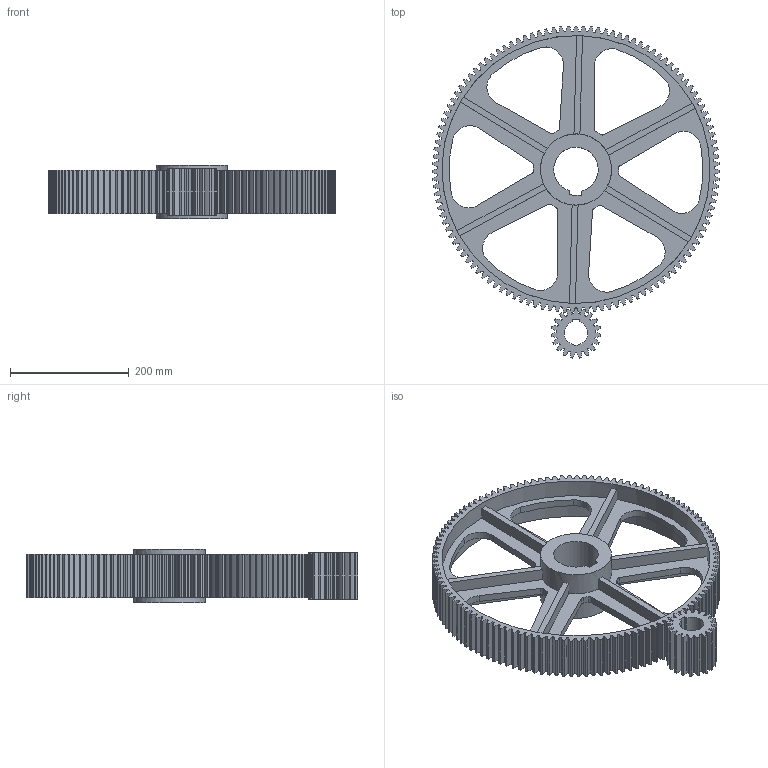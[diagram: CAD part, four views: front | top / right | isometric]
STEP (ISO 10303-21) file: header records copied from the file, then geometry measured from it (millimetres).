
FILE_DESCRIPTION(/* description */ (''),/* implementation_level */ '2;1');
FILE_NAME(/* name */ 'gaosu.stp',/* time_stamp */ '2021-06-15T17:14:53+08:00',/* author */ ('dell'),/* organization */ (''),/* preprocessor_version */ 'ST-DEVELOPER v18',/* originating_system */ 'Autodesk Inventor 2020',/* authorisation */ '');
FILE_SCHEMA (('AUTOMOTIVE_DESIGN { 1 0 10303 214 3 1 1 }'));
Length unit declared in the file: millimetre
Products named in the file (3): 正齿轮; 正齿轮1; 正齿轮2
Assembly tree (2 placements, depth 2):
  正齿轮
    正齿轮1
    正齿轮2
Bounding box: 483.99 x 559.68 x 90 mm (x, y, z)
Volume: 3381147.5 mm3; surface area: 714012.2 mm2
Topology: 2 solids, 2 shells, 666 faces, 1983 edges, 1323 vertices
Faces by surface type: cylinder 594, plane 72
Full cylindrical faces by diameter (mm): 120 x2, 452 x2
Entity records: 23247 total; most frequent: DIRECTION 4564, CARTESIAN_POINT 3977, ORIENTED_EDGE 3966, EDGE_CURVE 1983, AXIS2_PLACEMENT_3D 1910, VERTEX_POINT 1323, CIRCLE 1239, LINE 744
